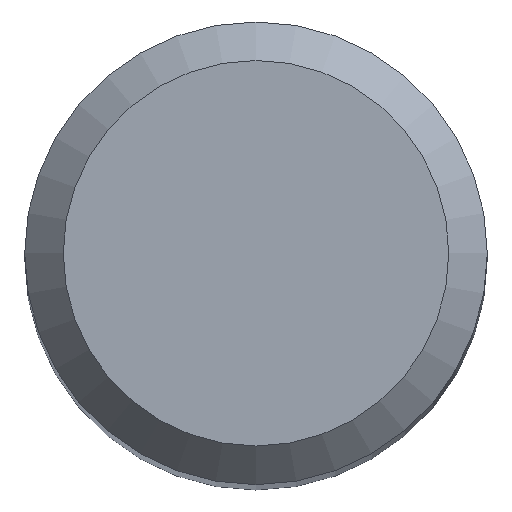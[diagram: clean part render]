
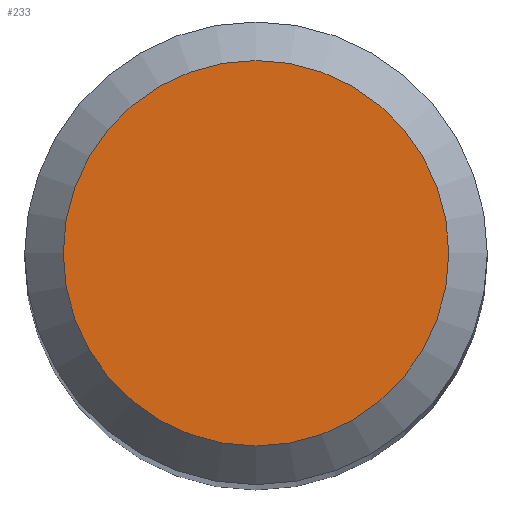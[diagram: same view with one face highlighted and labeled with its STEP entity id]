
A CAD part, top view. The second image highlights one B-rep face of the part: STEP entity #233.
In plain terms, the highlighted planar face has unit normal (0, 0, 1).
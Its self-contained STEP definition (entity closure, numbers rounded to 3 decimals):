
#17 = CARTESIAN_POINT ( 'NONE',  ( 0., 0., 57. ) ) ;
#29 = DIRECTION ( 'NONE',  ( 0., 1., 0. ) ) ;
#33 = DIRECTION ( 'NONE',  ( 0., 1., 0. ) ) ;
#70 = CARTESIAN_POINT ( 'NONE',  ( 0., 2.5, 57. ) ) ;
#107 = EDGE_CURVE ( 'NONE', #155, #155, #157, .T. ) ;
#154 = FACE_OUTER_BOUND ( 'NONE', #186, .T. ) ;
#155 = VERTEX_POINT ( 'NONE', #70 ) ;
#157 = CIRCLE ( 'NONE', #219, 2.5 ) ;
#173 = DIRECTION ( 'NONE',  ( 0., 0., -1. ) ) ;
#186 = EDGE_LOOP ( 'NONE', ( #206 ) ) ;
#206 = ORIENTED_EDGE ( 'NONE', *, *, #107, .F. ) ;
#209 = DIRECTION ( 'NONE',  ( 0., 0., -1. ) ) ;
#211 = CARTESIAN_POINT ( 'NONE',  ( 0., 0., 57. ) ) ;
#219 = AXIS2_PLACEMENT_3D ( 'NONE', #211, #209, #29 ) ;
#233 = ADVANCED_FACE ( 'NONE', ( #154 ), #237, .F. ) ;
#237 = PLANE ( 'NONE',  #243 ) ;
#243 = AXIS2_PLACEMENT_3D ( 'NONE', #17, #173, #33 ) ;
